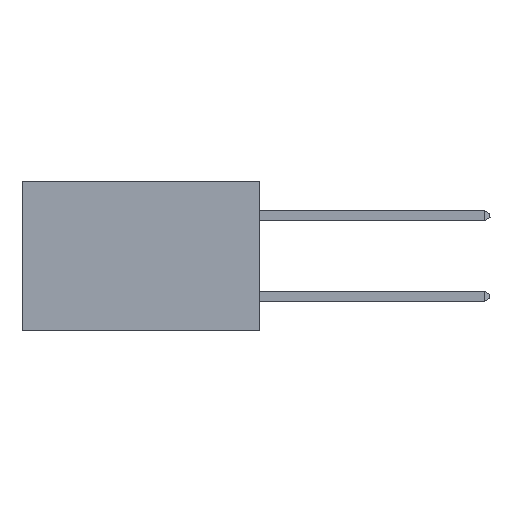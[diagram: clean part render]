
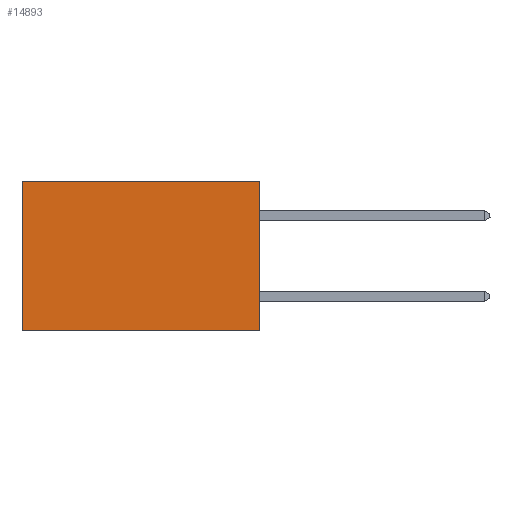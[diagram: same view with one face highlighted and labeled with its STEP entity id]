
A CAD part, left-side view. The second image highlights one B-rep face of the part: STEP entity #14893.
In plain terms, the highlighted planar face has unit normal (-1, 0, 0).
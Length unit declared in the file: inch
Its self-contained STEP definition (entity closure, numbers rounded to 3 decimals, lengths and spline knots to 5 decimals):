
#1199 = EDGE_CURVE ( 'NONE', #18586, #11756, #7498, .T. ) ;
#1378 = PLANE ( 'NONE',  #6409 ) ;
#2617 = EDGE_CURVE ( 'NONE', #3193, #11540, #6748, .T. ) ;
#2877 = CARTESIAN_POINT ( 'NONE',  ( 0.277, 0., -0.37 ) ) ;
#3193 = VERTEX_POINT ( 'NONE', #7614 ) ;
#3543 = VECTOR ( 'NONE', #17710, 39.37008 ) ;
#4186 = EDGE_CURVE ( 'NONE', #11756, #11540, #15138, .T. ) ;
#4370 = DIRECTION ( 'NONE',  ( 1., 0., 0. ) ) ;
#4770 = CARTESIAN_POINT ( 'NONE',  ( 0.277, 0., 0. ) ) ;
#6409 = AXIS2_PLACEMENT_3D ( 'NONE', #2877, #4370, #14630 ) ;
#6533 = ORIENTED_EDGE ( 'NONE', *, *, #10102, .T. ) ;
#6702 = ORIENTED_EDGE ( 'NONE', *, *, #1199, .F. ) ;
#6748 = LINE ( 'NONE', #16976, #17812 ) ;
#6749 = FACE_OUTER_BOUND ( 'NONE', #15326, .T. ) ;
#6801 = ORIENTED_EDGE ( 'NONE', *, *, #4186, .F. ) ;
#6909 = VECTOR ( 'NONE', #13509, 39.37008 ) ;
#6914 = LINE ( 'NONE', #4770, #17518 ) ;
#7006 = ORIENTED_EDGE ( 'NONE', *, *, #2617, .T. ) ;
#7243 = CARTESIAN_POINT ( 'NONE',  ( 0.277, 0.59, -0.37 ) ) ;
#7498 = LINE ( 'NONE', #15139, #3543 ) ;
#7614 = CARTESIAN_POINT ( 'NONE',  ( 0.277, 0.59, 0. ) ) ;
#9238 = DIRECTION ( 'NONE',  ( 0., 1., 0. ) ) ;
#10102 = EDGE_CURVE ( 'NONE', #18586, #3193, #6914, .T. ) ;
#10751 = CARTESIAN_POINT ( 'NONE',  ( 0.277, 0., 0. ) ) ;
#11540 = VERTEX_POINT ( 'NONE', #7243 ) ;
#11756 = VERTEX_POINT ( 'NONE', #14912 ) ;
#13509 = DIRECTION ( 'NONE',  ( 0., 1., 0. ) ) ;
#14015 = DIRECTION ( 'NONE',  ( 0., 0., -1. ) ) ;
#14630 = DIRECTION ( 'NONE',  ( 0., 0., -1. ) ) ;
#14893 = ADVANCED_FACE ( 'NONE', ( #6749 ), #1378, .F. ) ;
#14912 = CARTESIAN_POINT ( 'NONE',  ( 0.277, 0., -0.37 ) ) ;
#15138 = LINE ( 'NONE', #16702, #6909 ) ;
#15139 = CARTESIAN_POINT ( 'NONE',  ( 0.277, 0., -0.37 ) ) ;
#15326 = EDGE_LOOP ( 'NONE', ( #7006, #6801, #6702, #6533 ) ) ;
#16702 = CARTESIAN_POINT ( 'NONE',  ( 0.277, 0., -0.37 ) ) ;
#16976 = CARTESIAN_POINT ( 'NONE',  ( 0.277, 0.59, -0.37 ) ) ;
#17518 = VECTOR ( 'NONE', #9238, 39.37008 ) ;
#17710 = DIRECTION ( 'NONE',  ( 0., 0., -1. ) ) ;
#17812 = VECTOR ( 'NONE', #14015, 39.37008 ) ;
#18586 = VERTEX_POINT ( 'NONE', #10751 ) ;
